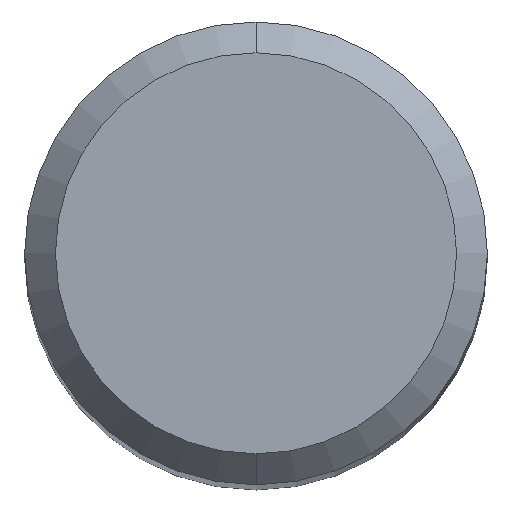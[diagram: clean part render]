
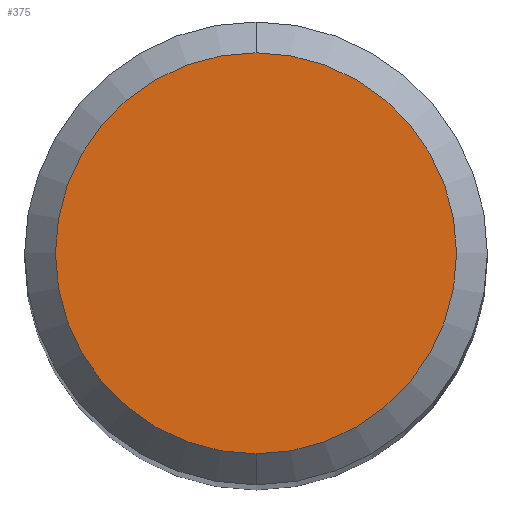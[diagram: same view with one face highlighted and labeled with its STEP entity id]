
A CAD part, top view. The second image highlights one B-rep face of the part: STEP entity #375.
In plain terms, the highlighted planar face has unit normal (0, 0, 1).
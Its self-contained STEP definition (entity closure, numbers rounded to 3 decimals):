
#375=ADVANCED_FACE('',(#704),#705,.T.);
#381=EDGE_CURVE('',#405,#455,#711,.T.);
#395=EDGE_CURVE('',#455,#405,#727,.T.);
#405=VERTEX_POINT('',#738);
#455=VERTEX_POINT('',#791);
#704=FACE_OUTER_BOUND('',#1226,.T.);
#705=PLANE('',#1227);
#711=CIRCLE('',#1235,2.6);
#727=CIRCLE('',#1270,2.6);
#738=CARTESIAN_POINT('',(0.0,2.6,0.0));
#791=CARTESIAN_POINT('',(0.,-2.6,0.0));
#1226=EDGE_LOOP('',(#1706,#1707));
#1227=AXIS2_PLACEMENT_3D('',#1708,#1709,#1710);
#1235=AXIS2_PLACEMENT_3D('',#1714,#1715,#1716);
#1270=AXIS2_PLACEMENT_3D('',#1735,#1736,#1737);
#1706=ORIENTED_EDGE('',*,*,#381,.F.);
#1707=ORIENTED_EDGE('',*,*,#395,.F.);
#1708=CARTESIAN_POINT('',(0.0,1.3,0.0));
#1709=DIRECTION('',(-0.0,0.0,1.0));
#1710=DIRECTION('',(0.0,-1.0,0.0));
#1714=CARTESIAN_POINT('',(0.0,0.0,0.0));
#1715=DIRECTION('',(0.0,0.0,-1.0));
#1716=DIRECTION('',(0.0,1.0,0.0));
#1735=CARTESIAN_POINT('',(0.0,0.0,0.0));
#1736=DIRECTION('',(0.0,0.0,-1.0));
#1737=DIRECTION('',(0.0,1.0,0.0));
